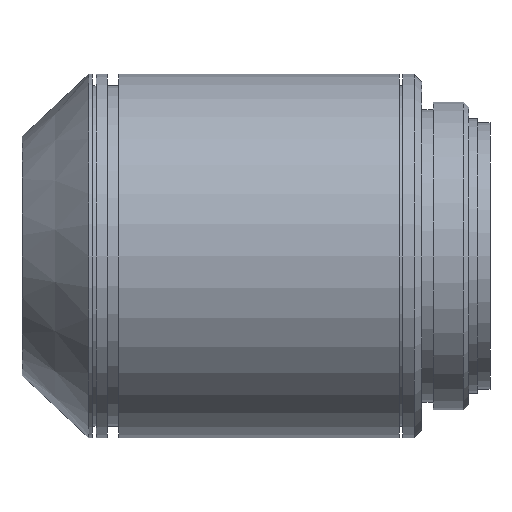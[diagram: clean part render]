
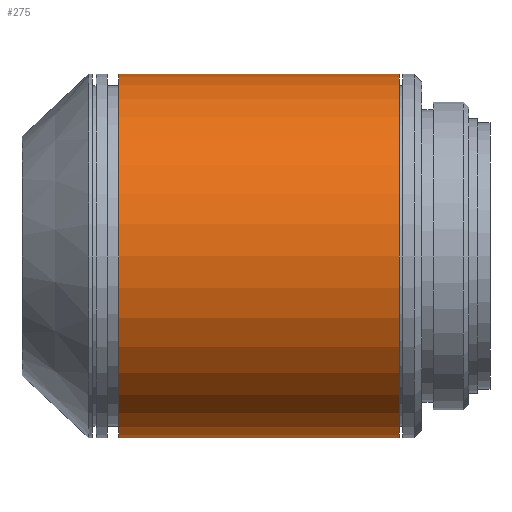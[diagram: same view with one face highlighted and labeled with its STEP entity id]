
A CAD part, front view. The second image highlights one B-rep face of the part: STEP entity #275.
In plain terms, the highlighted cylindrical face has radius 12 mm (diameter 24 mm), a partial arc.
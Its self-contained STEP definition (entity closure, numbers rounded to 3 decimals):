
#7 = AXIS2_PLACEMENT_3D ( 'NONE', #634, #16, #823 ) ;
#16 = DIRECTION ( 'NONE',  ( 1., 0., 0. ) ) ;
#49 = DIRECTION ( 'NONE',  ( 0., 0., -1. ) ) ;
#217 = CARTESIAN_POINT ( 'NONE',  ( -6., 0., 0. ) ) ;
#223 = CIRCLE ( 'NONE', #464, 12. ) ;
#247 = CARTESIAN_POINT ( 'NONE',  ( -24.5, 0., 12. ) ) ;
#256 = EDGE_LOOP ( 'NONE', ( #729, #535, #872, #874 ) ) ;
#275 = ADVANCED_FACE ( 'NONE', ( #858 ), #615, .T. ) ;
#293 = CARTESIAN_POINT ( 'NONE',  ( 35.12, 0., -12. ) ) ;
#301 = VERTEX_POINT ( 'NONE', #614 ) ;
#305 = DIRECTION ( 'NONE',  ( 1., 0., 0. ) ) ;
#329 = DIRECTION ( 'NONE',  ( 1., 0., 0. ) ) ;
#353 = VERTEX_POINT ( 'NONE', #747 ) ;
#397 = DIRECTION ( 'NONE',  ( 1., 0., 0. ) ) ;
#410 = EDGE_CURVE ( 'NONE', #301, #428, #223, .T. ) ;
#428 = VERTEX_POINT ( 'NONE', #1086 ) ;
#455 = EDGE_CURVE ( 'NONE', #620, #301, #1106, .T. ) ;
#464 = AXIS2_PLACEMENT_3D ( 'NONE', #217, #397, #49 ) ;
#535 = ORIENTED_EDGE ( 'NONE', *, *, #744, .T. ) ;
#570 = VECTOR ( 'NONE', #742, 1000. ) ;
#614 = CARTESIAN_POINT ( 'NONE',  ( -6., 0., 12. ) ) ;
#615 = CYLINDRICAL_SURFACE ( 'NONE', #913, 12. ) ;
#620 = VERTEX_POINT ( 'NONE', #247 ) ;
#634 = CARTESIAN_POINT ( 'NONE',  ( -24.5, 0., 0. ) ) ;
#729 = ORIENTED_EDGE ( 'NONE', *, *, #455, .F. ) ;
#734 = LINE ( 'NONE', #293, #570 ) ;
#742 = DIRECTION ( 'NONE',  ( 1., 0., 0. ) ) ;
#744 = EDGE_CURVE ( 'NONE', #620, #353, #822, .T. ) ;
#747 = CARTESIAN_POINT ( 'NONE',  ( -24.5, 0., -12. ) ) ;
#772 = CARTESIAN_POINT ( 'NONE',  ( 35.12, 0., 12. ) ) ;
#822 = CIRCLE ( 'NONE', #7, 12. ) ;
#823 = DIRECTION ( 'NONE',  ( 0., 0., -1. ) ) ;
#838 = VECTOR ( 'NONE', #305, 1000. ) ;
#858 = FACE_OUTER_BOUND ( 'NONE', #256, .T. ) ;
#872 = ORIENTED_EDGE ( 'NONE', *, *, #1074, .T. ) ;
#874 = ORIENTED_EDGE ( 'NONE', *, *, #410, .F. ) ;
#881 = DIRECTION ( 'NONE',  ( 0., 0., -1. ) ) ;
#913 = AXIS2_PLACEMENT_3D ( 'NONE', #1037, #329, #881 ) ;
#1037 = CARTESIAN_POINT ( 'NONE',  ( 35.12, 0., 0. ) ) ;
#1074 = EDGE_CURVE ( 'NONE', #353, #428, #734, .T. ) ;
#1086 = CARTESIAN_POINT ( 'NONE',  ( -6., 0., -12. ) ) ;
#1106 = LINE ( 'NONE', #772, #838 ) ;
